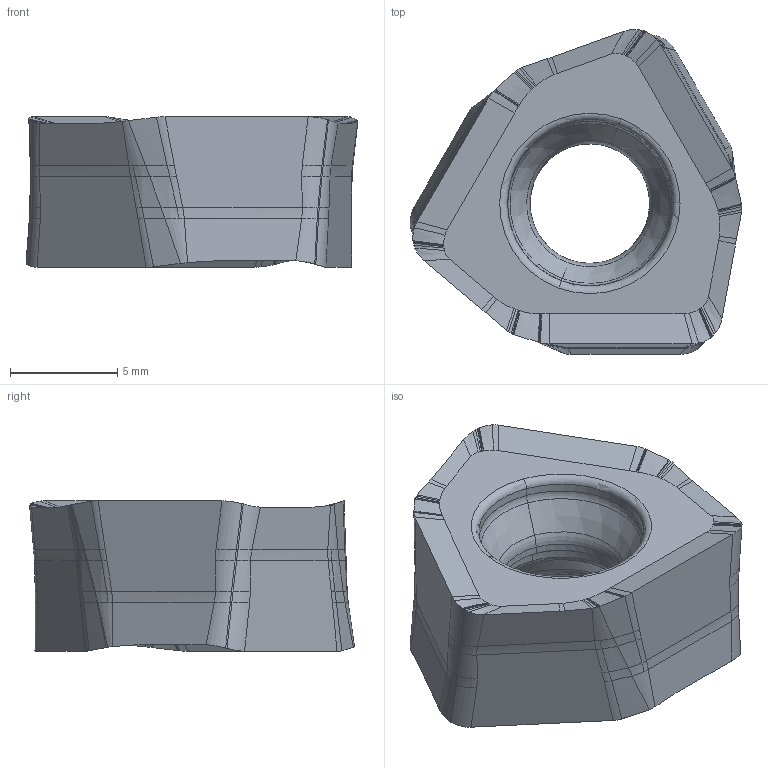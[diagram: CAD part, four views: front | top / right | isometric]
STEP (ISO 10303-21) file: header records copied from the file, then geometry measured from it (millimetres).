
FILE_DESCRIPTION(/* description */ (''),/* implementation_level */ '2;1');
FILE_NAME(/* name */ 'JOMU140715ZZER-L.stp',/* time_stamp */ '2019-10-24T13:04:54+09:00',/* author */ (''),/* organization */ (''),/* preprocessor_version */ 'ST-DEVELOPER v16',/* originating_system */ 'SIEMENS PLM Software NX 10.0',/* authorisation */ '');
FILE_SCHEMA (('AUTOMOTIVE_DESIGN { 1 0 10303 214 3 1 1 1 }'));
Length unit declared in the file: millimetre
Products named in the file (1): CUS_JOMU140715ZZER-L
Bounding box: 15.43 x 15.11 x 7 mm (x, y, z)
Volume: 772.4 mm3; surface area: 692.4 mm2
Topology: 1 solids, 1 shells, 323 faces, 814 edges, 494 vertices
Faces by surface type: bspline 258, plane 27, cylinder 12, torus 12, cone 12, revolution 2
Entity records: 18980 total; most frequent: CARTESIAN_POINT 10845, ORIENTED_EDGE 1628, EDGE_CURVE 814, B_SPLINE_CURVE_WITH_KNOTS 502, VERTEX_POINT 494, DIRECTION 460, PRESENTATION_STYLE_ASSIGNMENT 327, EDGE_LOOP 326
